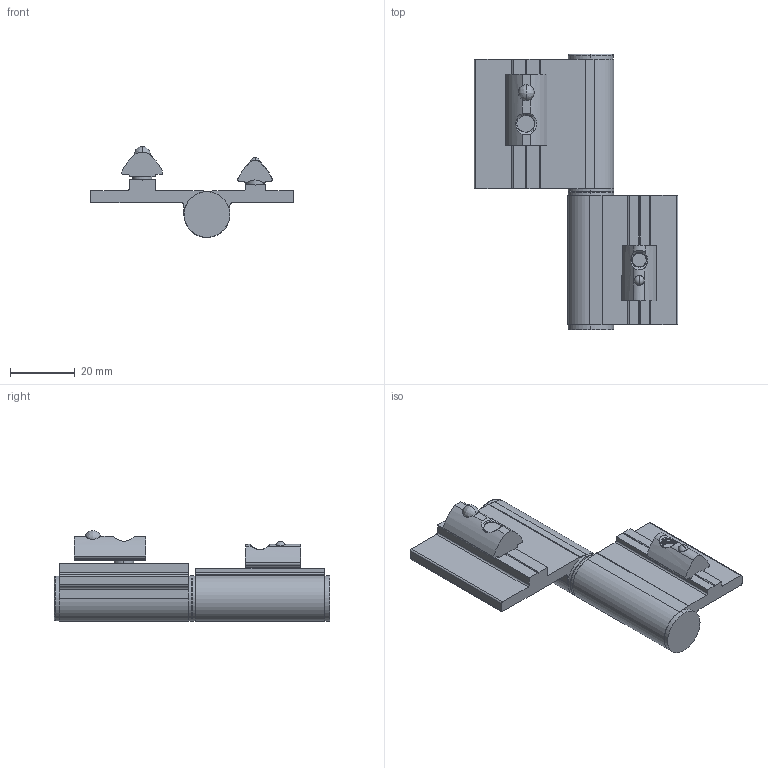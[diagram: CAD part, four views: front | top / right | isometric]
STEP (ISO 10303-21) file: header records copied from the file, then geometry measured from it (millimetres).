
FILE_DESCRIPTION (( 'STEP AP203' ), '1' );
FILE_NAME ('351.1600A.01.STEP', '2024-04-15T01:43:55', ( 'PC' ), ( 'Microsoft' ), 'SwSTEP 2.0', 'SolidWorks 2016', '' );
FILE_SCHEMA (( 'CONFIG_CONTROL_DESIGN' ));
Length unit declared in the file: millimetre
Products named in the file (3): 30-1; 40; 351.1600A.01
Assembly tree (2 placements, depth 2):
  351.1600A.01
    40
    30-1
Bounding box: 63 x 85.1 x 28.1 mm (x, y, z)
Volume: 24971.8 mm3; surface area: 12953.5 mm2
Topology: 5 solids, 5 shells, 208 faces, 559 edges, 371 vertices
Faces by surface type: cylinder 80, plane 80, bspline 24, cone 20, torus 2, sphere 2
Entity records: 9485 total; most frequent: CARTESIAN_POINT 4213, ORIENTED_EDGE 1100, DIRECTION 948, EDGE_CURVE 550, VERTEX_POINT 368, AXIS2_PLACEMENT_3D 352, VECTOR 244, LINE 244
